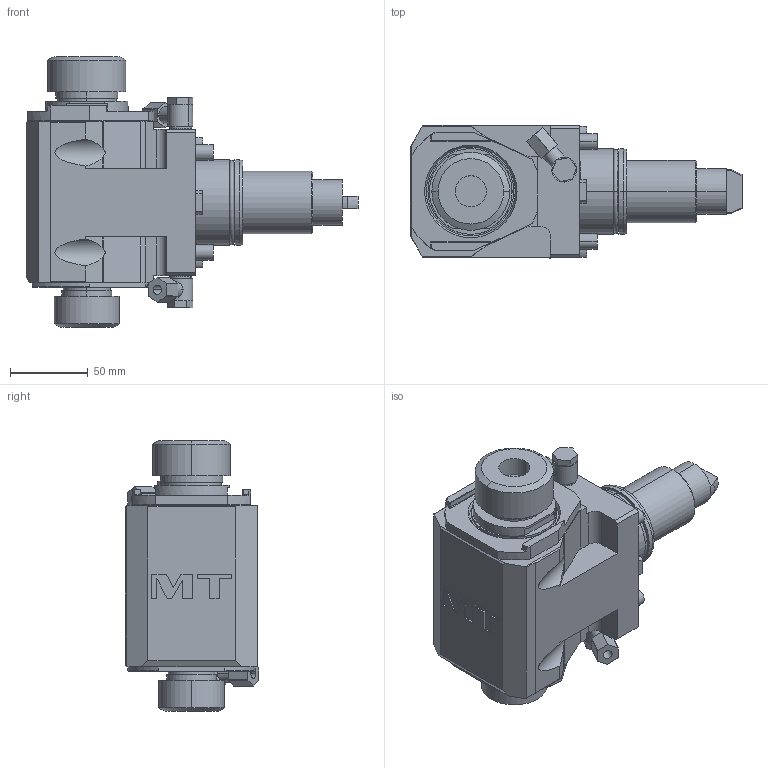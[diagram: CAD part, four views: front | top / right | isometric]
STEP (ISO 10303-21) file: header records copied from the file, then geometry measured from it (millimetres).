
FILE_DESCRIPTION((''),'2;1');
FILE_NAME('DWO1713225_CONF','2023-03-27T16:42:04',('smalpassi'),('M.T. srl'),'CREO PARAMETRIC BY PTC INC, 2021072','CREO PARAMETRIC BY PTC INC, 2021072','');
FILE_SCHEMA(('CONFIG_CONTROL_DESIGN'));
Length unit declared in the file: millimetre
Products named in the file (1): DWO1713225_CONF
Bounding box: 213 x 85.5 x 173.82 mm (x, y, z)
Volume: 1135656.4 mm3; surface area: 104398.7 mm2
Topology: 1 solids, 1 shells, 430 faces, 1053 edges, 678 vertices
Faces by surface type: plane 220, cylinder 152, cone 42, torus 14, extrusion 2
Entity records: 13365 total; most frequent: CARTESIAN_POINT 3013, DIRECTION 2197, ORIENTED_EDGE 2106, EDGE_CURVE 1053, AXIS2_PLACEMENT_3D 806, VERTEX_POINT 678, VECTOR 585, LINE 583
